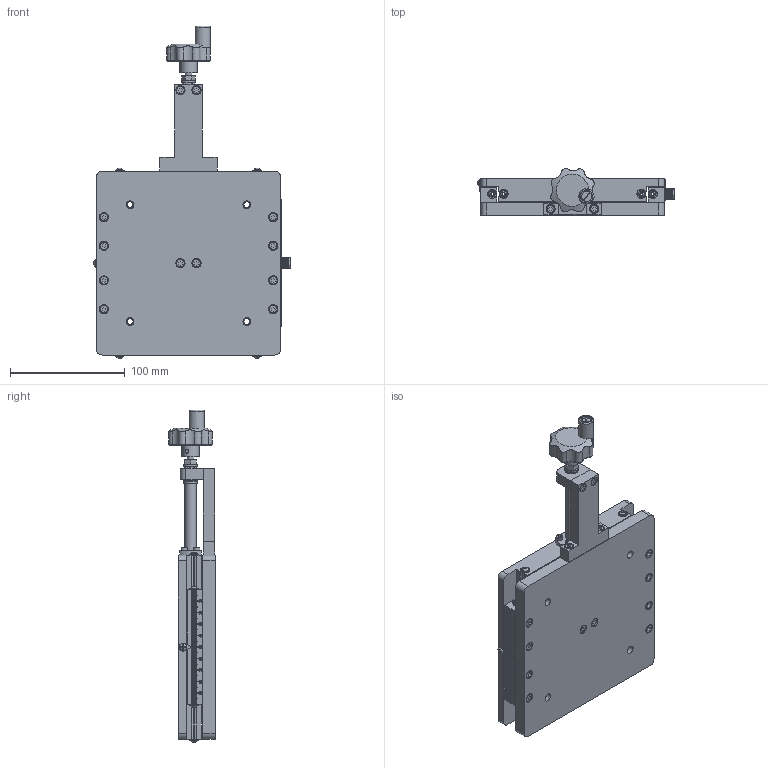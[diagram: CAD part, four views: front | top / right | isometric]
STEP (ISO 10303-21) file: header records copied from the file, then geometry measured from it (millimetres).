
FILE_DESCRIPTION (( 'STEP AP203' ), '1' );
FILE_NAME ('06LTS-1.STEP', '2023-11-13T02:42:17', ( '' ), ( '' ), 'SwSTEP 2.0', 'SolidWorks 2022', '' );
FILE_SCHEMA (( 'CONFIG_CONTROL_DESIGN' ));
Products named in the file (1): 06LTS-1
Bounding box: 171.04 x 40.41 x 288.85 mm (x, y, z)
Surface area: 144180.2 mm2 (no closed solid volume)
Topology: 0 solids, 94 shells, 758 faces, 3889 edges, 3131 vertices
Faces by surface type: plane 378, cylinder 289, cone 59, sphere 16, torus 10, bspline 6
Full cylindrical faces by diameter (mm): 2 x4, 2.5 x1, 3.3 x1, 3.454 x4, 5 x1, 5.105 x25, 5.4 x4, 5.6 x5, 6 x1, 6.5 x2, 6.756 x4, 7 x10, 7.92 x8, 8 x14, 9 x1, 10 x1, 11.112 x2, 12 x4, 13 x1, 15 x1
Entity records: 44843 total; most frequent: CARTESIAN_POINT 16988, ORIENTED_EDGE 5053, DIRECTION 4896, EDGE_CURVE 3706, VERTEX_POINT 3083, LINE 2090, VECTOR 2090, AXIS2_PLACEMENT_3D 1403
